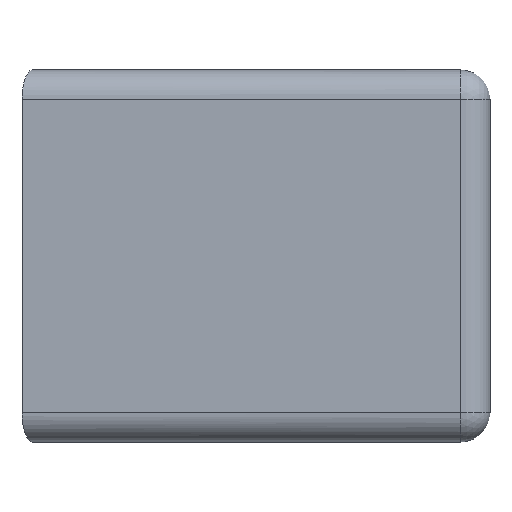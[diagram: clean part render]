
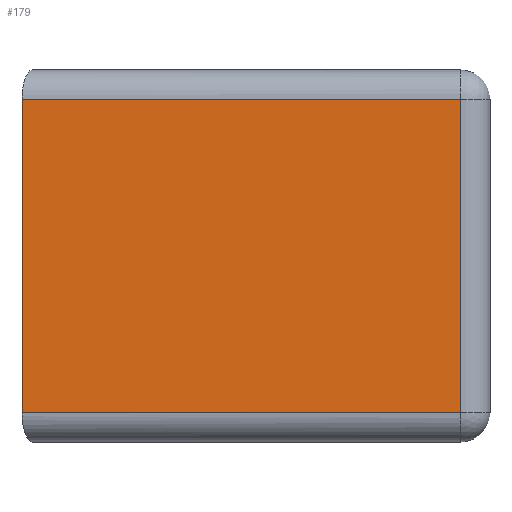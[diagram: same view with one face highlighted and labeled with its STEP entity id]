
A CAD part, left-side view. The second image highlights one B-rep face of the part: STEP entity #179.
In plain terms, the highlighted planar face has unit normal (-1, 0, 0).
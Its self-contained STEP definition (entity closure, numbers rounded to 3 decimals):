
#41 = CARTESIAN_POINT ( 'NONE',  ( 0., 50., -16. ) ) ;
#53 = VECTOR ( 'NONE', #717, 1000. ) ;
#92 = VERTEX_POINT ( 'NONE', #676 ) ;
#122 = EDGE_CURVE ( 'NONE', #260, #182, #771, .T. ) ;
#147 = VECTOR ( 'NONE', #583, 1000. ) ;
#158 = VECTOR ( 'NONE', #596, 1000. ) ;
#179 = ADVANCED_FACE ( 'NONE', ( #181 ), #617, .F. ) ;
#181 = FACE_OUTER_BOUND ( 'NONE', #849, .T. ) ;
#182 = VERTEX_POINT ( 'NONE', #687 ) ;
#187 = DIRECTION ( 'NONE',  ( 0., 1., 0. ) ) ;
#209 = CARTESIAN_POINT ( 'NONE',  ( 0., 5.196, 19. ) ) ;
#230 = LINE ( 'NONE', #41, #766 ) ;
#260 = VERTEX_POINT ( 'NONE', #347 ) ;
#261 = EDGE_CURVE ( 'NONE', #92, #620, #547, .T. ) ;
#310 = ORIENTED_EDGE ( 'NONE', *, *, #736, .T. ) ;
#347 = CARTESIAN_POINT ( 'NONE',  ( 0., 50., 16. ) ) ;
#355 = CARTESIAN_POINT ( 'NONE',  ( 0., 50., 16. ) ) ;
#399 = DIRECTION ( 'NONE',  ( 1., 0., 0. ) ) ;
#412 = ORIENTED_EDGE ( 'NONE', *, *, #261, .T. ) ;
#459 = CARTESIAN_POINT ( 'NONE',  ( 0., 50., 19. ) ) ;
#506 = EDGE_CURVE ( 'NONE', #182, #92, #230, .T. ) ;
#547 = LINE ( 'NONE', #209, #53 ) ;
#571 = ORIENTED_EDGE ( 'NONE', *, *, #506, .T. ) ;
#583 = DIRECTION ( 'NONE',  ( 0., 1., 0. ) ) ;
#596 = DIRECTION ( 'NONE',  ( 0., 0., -1. ) ) ;
#617 = PLANE ( 'NONE',  #883 ) ;
#620 = VERTEX_POINT ( 'NONE', #720 ) ;
#661 = LINE ( 'NONE', #355, #147 ) ;
#676 = CARTESIAN_POINT ( 'NONE',  ( 0., 5.196, -16. ) ) ;
#687 = CARTESIAN_POINT ( 'NONE',  ( 0., 50., -16. ) ) ;
#703 = DIRECTION ( 'NONE',  ( 0., -1., 0. ) ) ;
#717 = DIRECTION ( 'NONE',  ( 0., 0., 1. ) ) ;
#720 = CARTESIAN_POINT ( 'NONE',  ( 0., 5.196, 16. ) ) ;
#736 = EDGE_CURVE ( 'NONE', #620, #260, #661, .T. ) ;
#766 = VECTOR ( 'NONE', #703, 1000. ) ;
#771 = LINE ( 'NONE', #459, #158 ) ;
#841 = CARTESIAN_POINT ( 'NONE',  ( 0., 50., 19. ) ) ;
#849 = EDGE_LOOP ( 'NONE', ( #896, #571, #412, #310 ) ) ;
#883 = AXIS2_PLACEMENT_3D ( 'NONE', #841, #399, #187 ) ;
#896 = ORIENTED_EDGE ( 'NONE', *, *, #122, .T. ) ;
